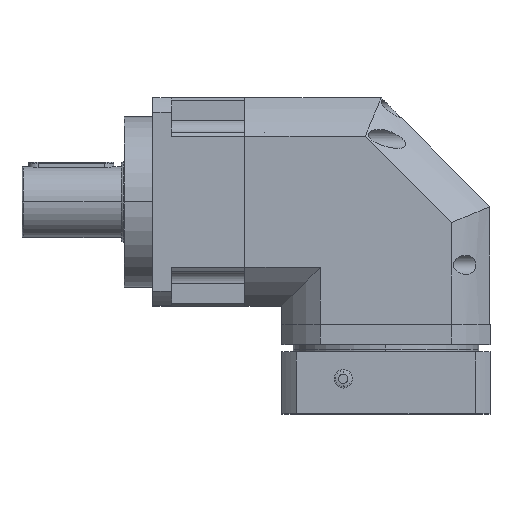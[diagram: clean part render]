
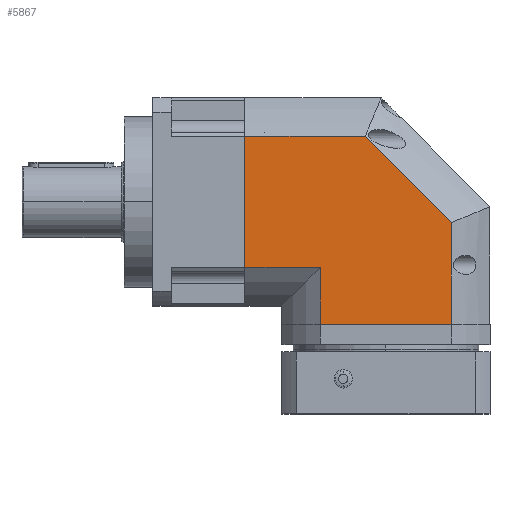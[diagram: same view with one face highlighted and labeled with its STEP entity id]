
A CAD part, top view. The second image highlights one B-rep face of the part: STEP entity #5867.
In plain terms, the highlighted planar face has unit normal (0, 0, 1).
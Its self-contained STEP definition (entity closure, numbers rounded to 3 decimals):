
#472 = VECTOR ( 'NONE', #9119, 1000. ) ;
#1057 = CARTESIAN_POINT ( 'NONE',  ( 292.458, -96.041, 110. ) ) ;
#1240 = LINE ( 'NONE', #14321, #6620 ) ;
#2572 = VERTEX_POINT ( 'NONE', #15607 ) ;
#2868 = VECTOR ( 'NONE', #19659, 1000. ) ;
#2958 = ORIENTED_EDGE ( 'NONE', *, *, #16388, .T. ) ;
#3462 = PLANE ( 'NONE',  #16411 ) ;
#3767 = FACE_OUTER_BOUND ( 'NONE', #16854, .T. ) ;
#3991 = ORIENTED_EDGE ( 'NONE', *, *, #12338, .T. ) ;
#4195 = CARTESIAN_POINT ( 'NONE',  ( 0., -69.282, 110. ) ) ;
#4673 = DIRECTION ( 'NONE',  ( 0., -1., 0. ) ) ;
#5518 = CARTESIAN_POINT ( 'NONE',  ( 0., 0., 110. ) ) ;
#5867 = ADVANCED_FACE ( 'NONE', ( #3767 ), #3462, .T. ) ;
#6062 = DIRECTION ( 'NONE',  ( 0., -1., 0. ) ) ;
#6263 = EDGE_CURVE ( 'NONE', #2572, #20329, #25214, .T. ) ;
#6303 = VECTOR ( 'NONE', #13364, 1000. ) ;
#6620 = VECTOR ( 'NONE', #6062, 1000. ) ;
#6644 = CARTESIAN_POINT ( 'NONE',  ( 0., 110.001, 110. ) ) ;
#7567 = DIRECTION ( 'NONE',  ( 1., 0., 0. ) ) ;
#8030 = VERTEX_POINT ( 'NONE', #15878 ) ;
#9119 = DIRECTION ( 'NONE',  ( -0.707, 0.707, 0. ) ) ;
#9861 = ORIENTED_EDGE ( 'NONE', *, *, #6263, .F. ) ;
#11015 = LINE ( 'NONE', #6644, #21680 ) ;
#11635 = CARTESIAN_POINT ( 'NONE',  ( 79.718, 110.002, 110. ) ) ;
#11975 = ORIENTED_EDGE ( 'NONE', *, *, #21953, .T. ) ;
#12193 = DIRECTION ( 'NONE',  ( 1., 0., 0. ) ) ;
#12319 = LINE ( 'NONE', #21388, #6303 ) ;
#12338 = EDGE_CURVE ( 'NONE', #18671, #8030, #20669, .T. ) ;
#13364 = DIRECTION ( 'NONE',  ( -1., 0., 0. ) ) ;
#13571 = DIRECTION ( 'NONE',  ( -1., 0., 0. ) ) ;
#13671 = CARTESIAN_POINT ( 'NONE',  ( 218.282, -129.499, 110. ) ) ;
#14296 = ORIENTED_EDGE ( 'NONE', *, *, #15280, .T. ) ;
#14321 = CARTESIAN_POINT ( 'NONE',  ( 218.282, 110.001, 110. ) ) ;
#14642 = VERTEX_POINT ( 'NONE', #23141 ) ;
#15280 = EDGE_CURVE ( 'NONE', #2572, #14642, #24275, .T. ) ;
#15475 = ORIENTED_EDGE ( 'NONE', *, *, #16610, .F. ) ;
#15541 = ORIENTED_EDGE ( 'NONE', *, *, #19938, .T. ) ;
#15607 = CARTESIAN_POINT ( 'NONE',  ( 79.718, -69.282, 110. ) ) ;
#15878 = CARTESIAN_POINT ( 'NONE',  ( 127.135, 69.282, 110. ) ) ;
#16388 = EDGE_CURVE ( 'NONE', #8030, #19719, #12319, .T. ) ;
#16411 = AXIS2_PLACEMENT_3D ( 'NONE', #5518, #19637, #7567 ) ;
#16610 = EDGE_CURVE ( 'NONE', #18671, #21203, #1240, .T. ) ;
#16854 = EDGE_LOOP ( 'NONE', ( #15475, #3991, #2958, #15541, #9861, #14296, #11975 ) ) ;
#18220 = CARTESIAN_POINT ( 'NONE',  ( 0., 69.282, 110. ) ) ;
#18671 = VERTEX_POINT ( 'NONE', #21789 ) ;
#19280 = VECTOR ( 'NONE', #13571, 1000. ) ;
#19541 = CARTESIAN_POINT ( 'NONE',  ( 96.583, -69.282, 110. ) ) ;
#19637 = DIRECTION ( 'NONE',  ( 0., 0., 1. ) ) ;
#19659 = DIRECTION ( 'NONE',  ( 0., -1., 0. ) ) ;
#19719 = VERTEX_POINT ( 'NONE', #18220 ) ;
#19938 = EDGE_CURVE ( 'NONE', #19719, #20329, #11015, .T. ) ;
#20075 = VECTOR ( 'NONE', #12193, 1000. ) ;
#20329 = VERTEX_POINT ( 'NONE', #4195 ) ;
#20669 = LINE ( 'NONE', #1057, #472 ) ;
#21203 = VERTEX_POINT ( 'NONE', #13671 ) ;
#21388 = CARTESIAN_POINT ( 'NONE',  ( 259., 69.282, 110. ) ) ;
#21680 = VECTOR ( 'NONE', #4673, 1000. ) ;
#21789 = CARTESIAN_POINT ( 'NONE',  ( 218.282, -21.865, 110. ) ) ;
#21953 = EDGE_CURVE ( 'NONE', #14642, #21203, #25134, .T. ) ;
#23141 = CARTESIAN_POINT ( 'NONE',  ( 79.718, -129.499, 110. ) ) ;
#24182 = CARTESIAN_POINT ( 'NONE',  ( 39., -129.499, 110. ) ) ;
#24275 = LINE ( 'NONE', #11635, #2868 ) ;
#25134 = LINE ( 'NONE', #24182, #20075 ) ;
#25214 = LINE ( 'NONE', #19541, #19280 ) ;
